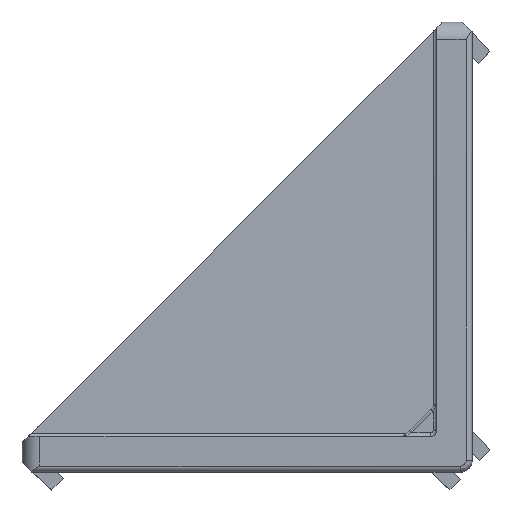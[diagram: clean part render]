
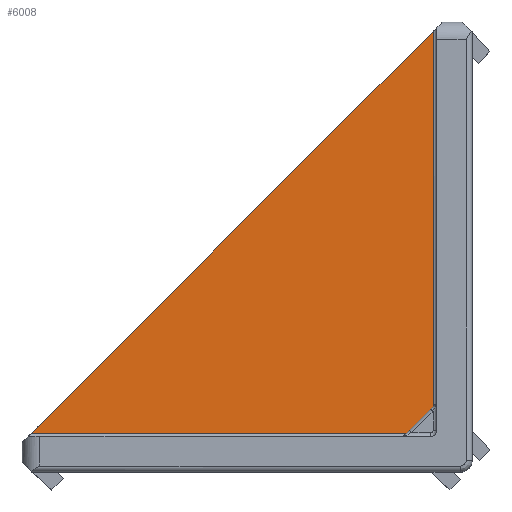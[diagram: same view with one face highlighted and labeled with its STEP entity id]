
A CAD part, top view. The second image highlights one B-rep face of the part: STEP entity #6008.
In plain terms, the highlighted planar face has unit normal (-0.012, 0.012, 1).
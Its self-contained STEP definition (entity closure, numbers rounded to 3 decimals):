
#208 = DIRECTION ( 'NONE',  ( 0., 1., -0.012 ) ) ;
#270 = CARTESIAN_POINT ( 'NONE',  ( -3.296, 3.496, -5.584 ) ) ;
#766 = CARTESIAN_POINT ( 'NONE',  ( -3.496, 3.296, -5.584 ) ) ;
#1248 = VERTEX_POINT ( 'NONE', #766 ) ;
#1654 = CARTESIAN_POINT ( 'NONE',  ( -3.296, 37.204, -6. ) ) ;
#1886 = FACE_OUTER_BOUND ( 'NONE', #2084, .T. ) ;
#1897 = EDGE_CURVE ( 'NONE', #5144, #1248, #5964, .T. ) ;
#1941 = EDGE_CURVE ( 'NONE', #4567, #5144, #4107, .T. ) ;
#1957 = AXIS2_PLACEMENT_3D ( 'NONE', #3721, #4531, #4961 ) ;
#2084 = EDGE_LOOP ( 'NONE', ( #2408, #2389, #2368, #2095 ) ) ;
#2095 = ORIENTED_EDGE ( 'NONE', *, *, #2957, .T. ) ;
#2170 = B_SPLINE_CURVE_WITH_KNOTS ( 'NONE', 3,
 ( #2588, #2581, #2573, #2561, #2560, #2553 ),
 .UNSPECIFIED., .F., .F.,
 ( 4, 2, 4 ),
 ( 0., 0.5, 1. ),
 .UNSPECIFIED. ) ;
#2368 = ORIENTED_EDGE ( 'NONE', *, *, #2443, .T. ) ;
#2389 = ORIENTED_EDGE ( 'NONE', *, *, #1897, .T. ) ;
#2408 = ORIENTED_EDGE ( 'NONE', *, *, #1941, .T. ) ;
#2443 = EDGE_CURVE ( 'NONE', #1248, #3719, #2170, .T. ) ;
#2553 = CARTESIAN_POINT ( 'NONE',  ( -3.296, 3.496, -5.584 ) ) ;
#2560 = CARTESIAN_POINT ( 'NONE',  ( -3.296, 3.441, -5.583 ) ) ;
#2561 = CARTESIAN_POINT ( 'NONE',  ( -3.316, 3.394, -5.583 ) ) ;
#2573 = CARTESIAN_POINT ( 'NONE',  ( -3.394, 3.316, -5.583 ) ) ;
#2581 = CARTESIAN_POINT ( 'NONE',  ( -3.441, 3.296, -5.583 ) ) ;
#2588 = CARTESIAN_POINT ( 'NONE',  ( -3.496, 3.296, -5.584 ) ) ;
#2957 = EDGE_CURVE ( 'NONE', #3719, #4567, #5685, .T. ) ;
#2985 = CARTESIAN_POINT ( 'NONE',  ( -37.204, 3.296, -6. ) ) ;
#3719 = VERTEX_POINT ( 'NONE', #4571 ) ;
#3721 = CARTESIAN_POINT ( 'NONE',  ( -38., 2.5, -6. ) ) ;
#3783 = VECTOR ( 'NONE', #4564, 1000. ) ;
#4107 = LINE ( 'NONE', #4622, #3783 ) ;
#4531 = DIRECTION ( 'NONE',  ( -0.012, 0.012, 1. ) ) ;
#4564 = DIRECTION ( 'NONE',  ( -0.707, -0.707, 0. ) ) ;
#4567 = VERTEX_POINT ( 'NONE', #1654 ) ;
#4571 = CARTESIAN_POINT ( 'NONE',  ( -3.296, 3.496, -5.584 ) ) ;
#4622 = CARTESIAN_POINT ( 'NONE',  ( -38., 2.5, -6. ) ) ;
#4697 = PLANE ( 'NONE',  #1957 ) ;
#4948 = VECTOR ( 'NONE', #208, 1000. ) ;
#4961 = DIRECTION ( 'NONE',  ( 1., 0., 0.012 ) ) ;
#5144 = VERTEX_POINT ( 'NONE', #2985 ) ;
#5184 = DIRECTION ( 'NONE',  ( 1., 0., 0.012 ) ) ;
#5218 = VECTOR ( 'NONE', #5184, 1000. ) ;
#5596 = CARTESIAN_POINT ( 'NONE',  ( -38., 3.296, -6.01 ) ) ;
#5685 = LINE ( 'NONE', #270, #4948 ) ;
#5964 = LINE ( 'NONE', #5596, #5218 ) ;
#6008 = ADVANCED_FACE ( 'NONE', ( #1886 ), #4697, .T. ) ;
